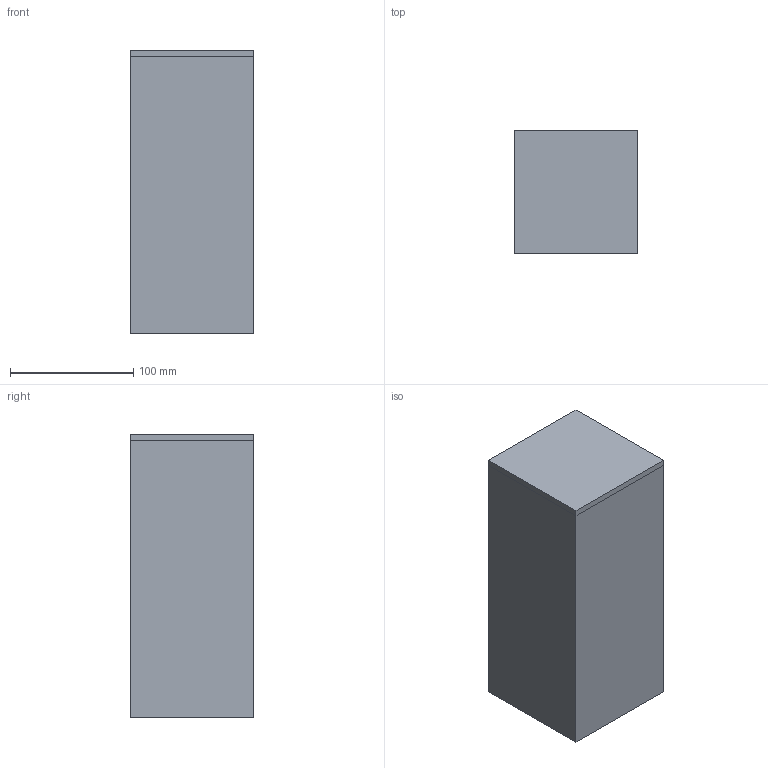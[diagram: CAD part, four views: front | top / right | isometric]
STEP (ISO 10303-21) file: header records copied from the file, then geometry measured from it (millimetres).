
FILE_DESCRIPTION(/* description */ (''),/* implementation_level */ '2;1');
FILE_NAME(/* name */ 'Reaction Wheels Design.step',/* time_stamp */ '2025-07-14T22:10:57+05:30',/* author */ (''),/* organization */ (''),/* preprocessor_version */ 'ST-DEVELOPER v20.1',/* originating_system */ 'Autodesk Translation Framework v14.10.0.0',/* authorisation */ '');
FILE_SCHEMA (('AUTOMOTIVE_DESIGN { 1 0 10303 214 3 1 1 }'));
Length unit declared in the file: inch
Products named in the file (8): Reaction Wheels Design; Satellite Housing; Motors; 6627T38_Stepper Motor; Wheel1; Wheel2; Wheel3; Housing Lid
Assembly tree (9 placements, depth 3):
  Reaction Wheels Design
    Satellite Housing
    Motors
      6627T38_Stepper Motor  x3
    Wheel1
    Wheel2
    Wheel3
    Housing Lid
Bounding box: 100 x 100 x 230 mm (x, y, z)
Volume: 468073.9 mm3; surface area: 285652.5 mm2
Topology: 32 solids, 32 shells, 848 faces, 2094 edges, 1350 vertices
Faces by surface type: plane 524, cylinder 231, cone 42, bspline 36, torus 15
Full cylindrical faces by diameter (mm): 2.845 x72, 4.242 x3, 5 x6, 5.842 x12, 6.27 x6, 6.35 x12, 7.032 x3, 8.81 x3, 21.996 x3, 54 x3
Entity records: 12957 total; most frequent: CARTESIAN_POINT 5136, ORIENTED_EDGE 1564, DIRECTION 1517, EDGE_CURVE 782, LINE 575, VECTOR 575, VERTEX_POINT 506, AXIS2_PLACEMENT_3D 471
